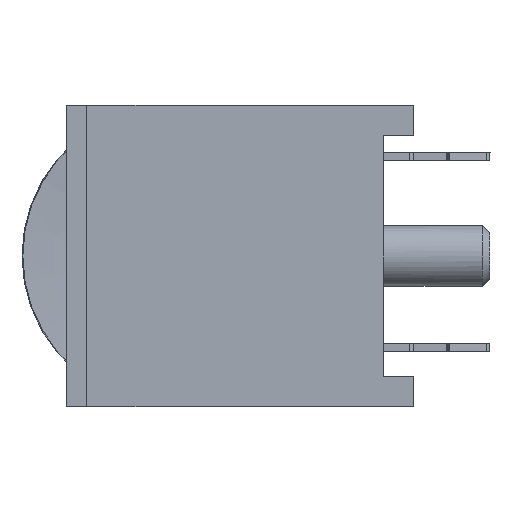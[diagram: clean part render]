
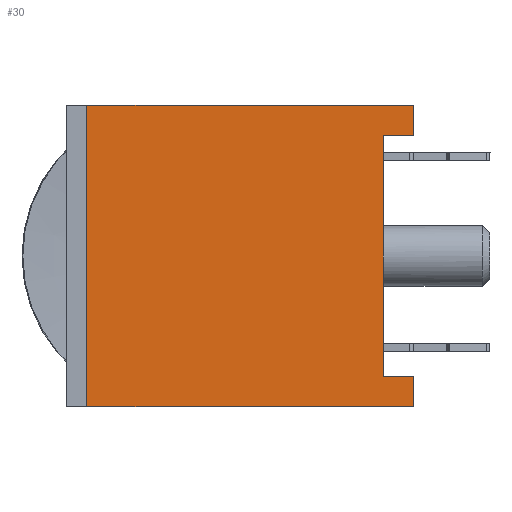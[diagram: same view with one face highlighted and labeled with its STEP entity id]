
A CAD part, left-side view. The second image highlights one B-rep face of the part: STEP entity #30.
In plain terms, the highlighted planar face has unit normal (-1, 0, 0).
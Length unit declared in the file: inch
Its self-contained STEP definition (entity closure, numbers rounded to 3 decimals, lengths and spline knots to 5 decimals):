
#30 = ADVANCED_FACE ( 'NONE', ( #693 ), #2433, .T. ) ;
#162 = CARTESIAN_POINT ( 'NONE',  ( -1.088, 0.175, -0.3075 ) ) ;
#693 = FACE_OUTER_BOUND ( 'NONE', #4252, .T. ) ;
#756 = VERTEX_POINT ( 'NONE', #10176 ) ;
#885 = AXIS2_PLACEMENT_3D ( 'NONE', #2552, #2398, #2392 ) ;
#1038 = VERTEX_POINT ( 'NONE', #8817 ) ;
#1276 = VERTEX_POINT ( 'NONE', #6657 ) ;
#1338 = EDGE_CURVE ( 'NONE', #1460, #10051, #4872, .T. ) ;
#1349 = VERTEX_POINT ( 'NONE', #6234 ) ;
#1357 = VERTEX_POINT ( 'NONE', #6287 ) ;
#1460 = VERTEX_POINT ( 'NONE', #5666 ) ;
#1499 = VECTOR ( 'NONE', #7021, 39.37008 ) ;
#1533 = LINE ( 'NONE', #7039, #1499 ) ;
#1780 = EDGE_CURVE ( 'NONE', #1038, #1276, #2247, .T. ) ;
#2117 = CARTESIAN_POINT ( 'NONE',  ( -1.088, -0.492, 0.2455 ) ) ;
#2189 = VECTOR ( 'NONE', #4367, 39.37008 ) ;
#2247 = LINE ( 'NONE', #4388, #2189 ) ;
#2252 = LINE ( 'NONE', #4728, #2254 ) ;
#2254 = VECTOR ( 'NONE', #4648, 39.37008 ) ;
#2265 = VERTEX_POINT ( 'NONE', #2117 ) ;
#2392 = DIRECTION ( 'NONE',  ( 0., 0., 1. ) ) ;
#2398 = DIRECTION ( 'NONE',  ( -1., 0., 0. ) ) ;
#2433 = PLANE ( 'NONE',  #885 ) ;
#2552 = CARTESIAN_POINT ( 'NONE',  ( -1.088, -0.492, -0.3075 ) ) ;
#3409 = ORIENTED_EDGE ( 'NONE', *, *, #1338, .T. ) ;
#3784 = ORIENTED_EDGE ( 'NONE', *, *, #4639, .T. ) ;
#4252 = EDGE_LOOP ( 'NONE', ( #3784, #7125, #3409, #4634, #7220, #8771, #5182, #4750 ) ) ;
#4367 = DIRECTION ( 'NONE',  ( 0., 0., 1. ) ) ;
#4388 = CARTESIAN_POINT ( 'NONE',  ( -1.088, -0.492, -0.3075 ) ) ;
#4496 = DIRECTION ( 'NONE',  ( 0., -1., 0. ) ) ;
#4509 = CARTESIAN_POINT ( 'NONE',  ( -1.088, -0.492, -0.3075 ) ) ;
#4634 = ORIENTED_EDGE ( 'NONE', *, *, #5300, .T. ) ;
#4639 = EDGE_CURVE ( 'NONE', #2265, #756, #8441, .T. ) ;
#4648 = DIRECTION ( 'NONE',  ( 0., 0., 1. ) ) ;
#4671 = CARTESIAN_POINT ( 'NONE',  ( -1.088, -0.492, -0.2455 ) ) ;
#4689 = DIRECTION ( 'NONE',  ( 0., -1., 0. ) ) ;
#4724 = DIRECTION ( 'NONE',  ( 0., 1., 0. ) ) ;
#4728 = CARTESIAN_POINT ( 'NONE',  ( -1.088, -0.43, -0.3075 ) ) ;
#4750 = ORIENTED_EDGE ( 'NONE', *, *, #5237, .T. ) ;
#4759 = CARTESIAN_POINT ( 'NONE',  ( -1.088, -0.492, 0.2455 ) ) ;
#4835 = VECTOR ( 'NONE', #6281, 39.37008 ) ;
#4872 = LINE ( 'NONE', #6291, #4835 ) ;
#5182 = ORIENTED_EDGE ( 'NONE', *, *, #7581, .T. ) ;
#5237 = EDGE_CURVE ( 'NONE', #1357, #2265, #9899, .T. ) ;
#5241 = EDGE_CURVE ( 'NONE', #1276, #1349, #9890, .T. ) ;
#5300 = EDGE_CURVE ( 'NONE', #10051, #1038, #9985, .T. ) ;
#5666 = CARTESIAN_POINT ( 'NONE',  ( -1.088, 0.175, 0.3075 ) ) ;
#6234 = CARTESIAN_POINT ( 'NONE',  ( -1.088, -0.43, -0.2455 ) ) ;
#6281 = DIRECTION ( 'NONE',  ( 0., 0., -1. ) ) ;
#6287 = CARTESIAN_POINT ( 'NONE',  ( -1.088, -0.43, 0.2455 ) ) ;
#6291 = CARTESIAN_POINT ( 'NONE',  ( -1.088, 0.175, 0.178 ) ) ;
#6657 = CARTESIAN_POINT ( 'NONE',  ( -1.088, -0.492, -0.2455 ) ) ;
#6945 = EDGE_CURVE ( 'NONE', #756, #1460, #1533, .T. ) ;
#7021 = DIRECTION ( 'NONE',  ( 0., 1., 0. ) ) ;
#7039 = CARTESIAN_POINT ( 'NONE',  ( -1.088, -0.492, 0.3075 ) ) ;
#7125 = ORIENTED_EDGE ( 'NONE', *, *, #6945, .T. ) ;
#7220 = ORIENTED_EDGE ( 'NONE', *, *, #1780, .T. ) ;
#7581 = EDGE_CURVE ( 'NONE', #1349, #1357, #2252, .T. ) ;
#8441 = LINE ( 'NONE', #9322, #8602 ) ;
#8602 = VECTOR ( 'NONE', #9311, 39.37008 ) ;
#8771 = ORIENTED_EDGE ( 'NONE', *, *, #5241, .T. ) ;
#8817 = CARTESIAN_POINT ( 'NONE',  ( -1.088, -0.492, -0.3075 ) ) ;
#9311 = DIRECTION ( 'NONE',  ( 0., 0., 1. ) ) ;
#9322 = CARTESIAN_POINT ( 'NONE',  ( -1.088, -0.492, -0.3075 ) ) ;
#9879 = VECTOR ( 'NONE', #4724, 39.37008 ) ;
#9890 = LINE ( 'NONE', #4671, #9879 ) ;
#9899 = LINE ( 'NONE', #4759, #9907 ) ;
#9907 = VECTOR ( 'NONE', #4689, 39.37008 ) ;
#9916 = VECTOR ( 'NONE', #4496, 39.37008 ) ;
#9985 = LINE ( 'NONE', #4509, #9916 ) ;
#10051 = VERTEX_POINT ( 'NONE', #162 ) ;
#10176 = CARTESIAN_POINT ( 'NONE',  ( -1.088, -0.492, 0.3075 ) ) ;
